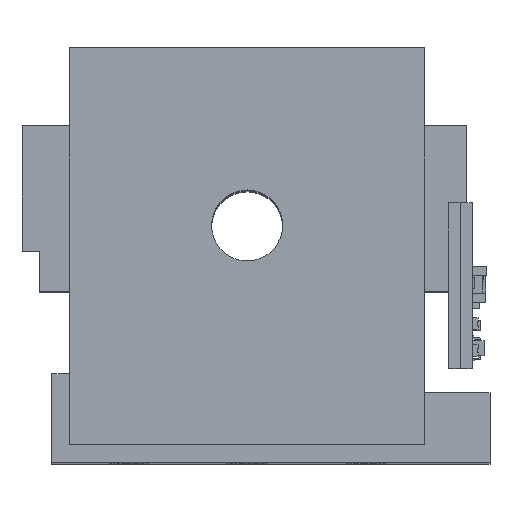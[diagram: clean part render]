
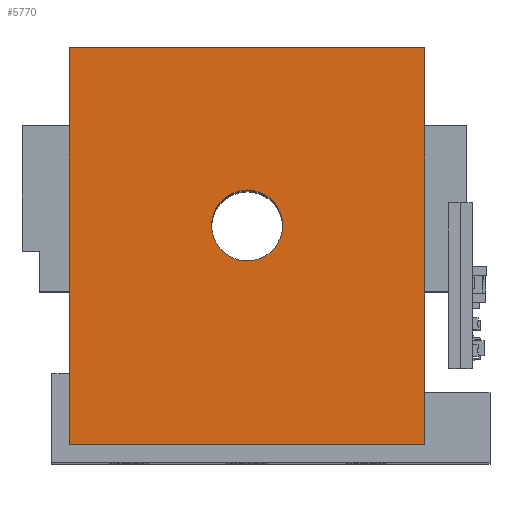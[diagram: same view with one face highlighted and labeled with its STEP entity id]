
A CAD part, top view. The second image highlights one B-rep face of the part: STEP entity #5770.
In plain terms, the highlighted planar face has unit normal (0, 0, 1).
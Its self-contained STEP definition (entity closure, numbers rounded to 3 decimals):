
#123=FACE_BOUND('',#589,.T.);
#190=CIRCLE('',#6166,3.);
#273=FACE_OUTER_BOUND('',#588,.T.);
#588=EDGE_LOOP('',(#4018,#4019,#4020,#4021));
#589=EDGE_LOOP('',(#4022));
#879=LINE('',#8026,#1635);
#941=LINE('',#8230,#1697);
#950=LINE('',#8246,#1706);
#953=LINE('',#8251,#1709);
#1635=VECTOR('',#6491,10.);
#1697=VECTOR('',#6695,10.);
#1706=VECTOR('',#6710,10.);
#1709=VECTOR('',#6717,10.);
#2391=VERTEX_POINT('',#8023);
#2392=VERTEX_POINT('',#8025);
#2461=VERTEX_POINT('',#8224);
#2462=VERTEX_POINT('',#8228);
#2463=VERTEX_POINT('',#8229);
#2956=EDGE_CURVE('',#2392,#2391,#879,.T.);
#3055=EDGE_CURVE('',#2461,#2461,#190,.T.);
#3057=EDGE_CURVE('',#2462,#2463,#941,.T.);
#3066=EDGE_CURVE('',#2392,#2462,#950,.T.);
#3069=EDGE_CURVE('',#2391,#2463,#953,.T.);
#4018=ORIENTED_EDGE('',*,*,#2956,.T.);
#4019=ORIENTED_EDGE('',*,*,#3069,.T.);
#4020=ORIENTED_EDGE('',*,*,#3057,.F.);
#4021=ORIENTED_EDGE('',*,*,#3066,.F.);
#4022=ORIENTED_EDGE('',*,*,#3055,.T.);
#5490=PLANE('',#6173);
#5770=ADVANCED_FACE('',(#273,#123),#5490,.T.);
#6166=AXIS2_PLACEMENT_3D('',#8225,#6690,#6691);
#6173=AXIS2_PLACEMENT_3D('',#8252,#6718,#6719);
#6491=DIRECTION('',(1.,0.,0.));
#6690=DIRECTION('center_axis',(0.,0.,-1.));
#6691=DIRECTION('ref_axis',(-1.,0.,0.));
#6695=DIRECTION('',(1.,0.,0.));
#6710=DIRECTION('',(0.,1.,0.));
#6717=DIRECTION('',(0.,1.,0.));
#6718=DIRECTION('center_axis',(0.,0.,1.));
#6719=DIRECTION('ref_axis',(1.,0.,0.));
#8023=CARTESIAN_POINT('',(15.,1.5,48.));
#8025=CARTESIAN_POINT('',(-15.,1.5,48.));
#8026=CARTESIAN_POINT('',(-7.5,1.5,48.));
#8224=CARTESIAN_POINT('',(3.,20.,48.));
#8225=CARTESIAN_POINT('Origin',(0.,20.,48.));
#8228=CARTESIAN_POINT('',(-15.,35.,48.));
#8229=CARTESIAN_POINT('',(15.,35.,48.));
#8230=CARTESIAN_POINT('',(-15.,35.,48.));
#8246=CARTESIAN_POINT('',(-15.,0.,48.));
#8251=CARTESIAN_POINT('',(15.,0.,48.));
#8252=CARTESIAN_POINT('Origin',(-15.,0.,48.));
